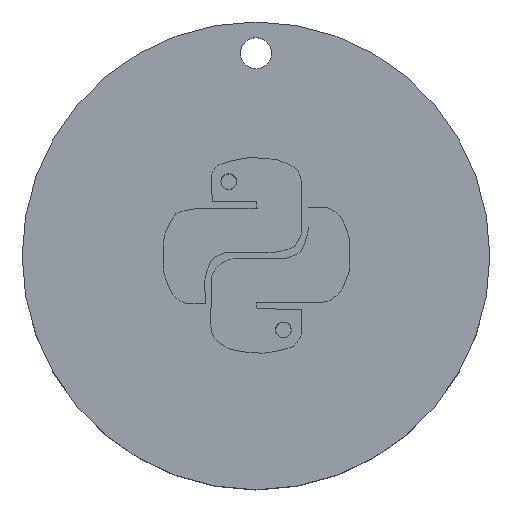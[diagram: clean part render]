
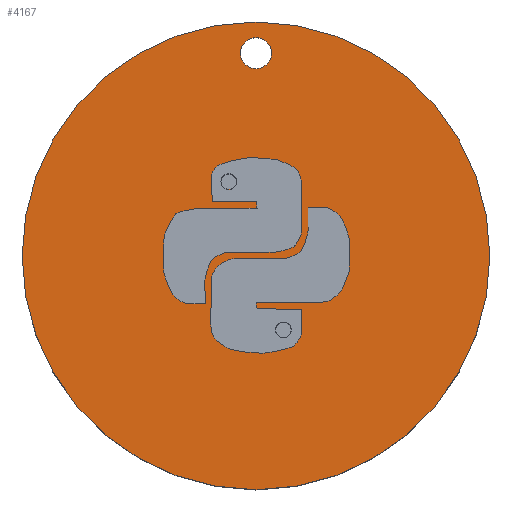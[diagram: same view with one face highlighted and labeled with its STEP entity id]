
A CAD part, top view. The second image highlights one B-rep face of the part: STEP entity #4167.
In plain terms, the highlighted planar face has unit normal (0, 0, 1).
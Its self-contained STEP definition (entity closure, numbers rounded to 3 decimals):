
#3989 = VERTEX_POINT('',#3990);
#3990 = CARTESIAN_POINT('',(30.,0.,20.));
#3997 = CYLINDRICAL_SURFACE('',#3998,30.);
#3998 = AXIS2_PLACEMENT_3D('',#3999,#4000,#4001);
#3999 = CARTESIAN_POINT('',(0.,0.,0.));
#4000 = DIRECTION('',(-0.,-0.,-1.));
#4001 = DIRECTION('',(1.,0.,0.));
#4016 = EDGE_CURVE('',#3989,#3989,#4017,.T.);
#4017 = SURFACE_CURVE('',#4018,(#4023,#4030),.PCURVE_S1.);
#4018 = CIRCLE('',#4019,30.);
#4019 = AXIS2_PLACEMENT_3D('',#4020,#4021,#4022);
#4020 = CARTESIAN_POINT('',(0.,0.,20.));
#4021 = DIRECTION('',(0.,0.,1.));
#4022 = DIRECTION('',(1.,0.,0.));
#4023 = PCURVE('',#3997,#4024);
#4024 = DEFINITIONAL_REPRESENTATION('',(#4025),#4029);
#4025 = LINE('',#4026,#4027);
#4026 = CARTESIAN_POINT('',(-0.,-20.));
#4027 = VECTOR('',#4028,1.);
#4028 = DIRECTION('',(-1.,0.));
#4029 = ( GEOMETRIC_REPRESENTATION_CONTEXT(2) 
PARAMETRIC_REPRESENTATION_CONTEXT() REPRESENTATION_CONTEXT('2D SPACE',''
  ) );
#4030 = PCURVE('',#4031,#4036);
#4031 = PLANE('',#4032);
#4032 = AXIS2_PLACEMENT_3D('',#4033,#4034,#4035);
#4033 = CARTESIAN_POINT('',(0.,0.,20.)
  );
#4034 = DIRECTION('',(0.,0.,1.));
#4035 = DIRECTION('',(1.,0.,0.));
#4036 = DEFINITIONAL_REPRESENTATION('',(#4037),#4041);
#4037 = CIRCLE('',#4038,30.);
#4038 = AXIS2_PLACEMENT_2D('',#4039,#4040);
#4039 = CARTESIAN_POINT('',(0.,0.));
#4040 = DIRECTION('',(1.,0.));
#4041 = ( GEOMETRIC_REPRESENTATION_CONTEXT(2) 
PARAMETRIC_REPRESENTATION_CONTEXT() REPRESENTATION_CONTEXT('2D SPACE',''
  ) );
#4094 = CYLINDRICAL_SURFACE('',#4095,1.);
#4095 = AXIS2_PLACEMENT_3D('',#4096,#4097,#4098);
#4096 = CARTESIAN_POINT('',(3.52,-9.49,20.));
#4097 = DIRECTION('',(0.,0.,1.));
#4098 = DIRECTION('',(1.,0.,0.));
#4125 = CYLINDRICAL_SURFACE('',#4126,1.);
#4126 = AXIS2_PLACEMENT_3D('',#4127,#4128,#4129);
#4127 = CARTESIAN_POINT('',(-3.497,9.521,20.));
#4128 = DIRECTION('',(0.,0.,1.));
#4129 = DIRECTION('',(1.,0.,0.));
#4156 = CYLINDRICAL_SURFACE('',#4157,2.);
#4157 = AXIS2_PLACEMENT_3D('',#4158,#4159,#4160);
#4158 = CARTESIAN_POINT('',(0.,26.,0.));
#4159 = DIRECTION('',(-0.,-0.,-1.));
#4160 = DIRECTION('',(1.,0.,0.));
#4167 = ADVANCED_FACE('',(#4168,#4171,#4197,#4223),#4031,.T.);
#4168 = FACE_BOUND('',#4169,.T.);
#4169 = EDGE_LOOP('',(#4170));
#4170 = ORIENTED_EDGE('',*,*,#4016,.T.);
#4171 = FACE_BOUND('',#4172,.T.);
#4172 = EDGE_LOOP('',(#4173));
#4173 = ORIENTED_EDGE('',*,*,#4174,.F.);
#4174 = EDGE_CURVE('',#4175,#4175,#4177,.T.);
#4175 = VERTEX_POINT('',#4176);
#4176 = CARTESIAN_POINT('',(4.52,-9.49,20.));
#4177 = SURFACE_CURVE('',#4178,(#4183,#4190),.PCURVE_S1.);
#4178 = CIRCLE('',#4179,1.);
#4179 = AXIS2_PLACEMENT_3D('',#4180,#4181,#4182);
#4180 = CARTESIAN_POINT('',(3.52,-9.49,20.));
#4181 = DIRECTION('',(0.,0.,1.));
#4182 = DIRECTION('',(1.,0.,0.));
#4183 = PCURVE('',#4031,#4184);
#4184 = DEFINITIONAL_REPRESENTATION('',(#4185),#4189);
#4185 = CIRCLE('',#4186,1.);
#4186 = AXIS2_PLACEMENT_2D('',#4187,#4188);
#4187 = CARTESIAN_POINT('',(3.52,-9.49));
#4188 = DIRECTION('',(1.,0.));
#4189 = ( GEOMETRIC_REPRESENTATION_CONTEXT(2) 
PARAMETRIC_REPRESENTATION_CONTEXT() REPRESENTATION_CONTEXT('2D SPACE',''
  ) );
#4190 = PCURVE('',#4094,#4191);
#4191 = DEFINITIONAL_REPRESENTATION('',(#4192),#4196);
#4192 = LINE('',#4193,#4194);
#4193 = CARTESIAN_POINT('',(0.,0.));
#4194 = VECTOR('',#4195,1.);
#4195 = DIRECTION('',(1.,0.));
#4196 = ( GEOMETRIC_REPRESENTATION_CONTEXT(2) 
PARAMETRIC_REPRESENTATION_CONTEXT() REPRESENTATION_CONTEXT('2D SPACE',''
  ) );
#4197 = FACE_BOUND('',#4198,.T.);
#4198 = EDGE_LOOP('',(#4199));
#4199 = ORIENTED_EDGE('',*,*,#4200,.F.);
#4200 = EDGE_CURVE('',#4201,#4201,#4203,.T.);
#4201 = VERTEX_POINT('',#4202);
#4202 = CARTESIAN_POINT('',(-2.497,9.521,20.));
#4203 = SURFACE_CURVE('',#4204,(#4209,#4216),.PCURVE_S1.);
#4204 = CIRCLE('',#4205,1.);
#4205 = AXIS2_PLACEMENT_3D('',#4206,#4207,#4208);
#4206 = CARTESIAN_POINT('',(-3.497,9.521,20.));
#4207 = DIRECTION('',(0.,0.,1.));
#4208 = DIRECTION('',(1.,0.,0.));
#4209 = PCURVE('',#4031,#4210);
#4210 = DEFINITIONAL_REPRESENTATION('',(#4211),#4215);
#4211 = CIRCLE('',#4212,1.);
#4212 = AXIS2_PLACEMENT_2D('',#4213,#4214);
#4213 = CARTESIAN_POINT('',(-3.497,9.521));
#4214 = DIRECTION('',(1.,0.));
#4215 = ( GEOMETRIC_REPRESENTATION_CONTEXT(2) 
PARAMETRIC_REPRESENTATION_CONTEXT() REPRESENTATION_CONTEXT('2D SPACE',''
  ) );
#4216 = PCURVE('',#4125,#4217);
#4217 = DEFINITIONAL_REPRESENTATION('',(#4218),#4222);
#4218 = LINE('',#4219,#4220);
#4219 = CARTESIAN_POINT('',(0.,0.));
#4220 = VECTOR('',#4221,1.);
#4221 = DIRECTION('',(1.,0.));
#4222 = ( GEOMETRIC_REPRESENTATION_CONTEXT(2) 
PARAMETRIC_REPRESENTATION_CONTEXT() REPRESENTATION_CONTEXT('2D SPACE',''
  ) );
#4223 = FACE_BOUND('',#4224,.T.);
#4224 = EDGE_LOOP('',(#4225));
#4225 = ORIENTED_EDGE('',*,*,#4226,.F.);
#4226 = EDGE_CURVE('',#4227,#4227,#4229,.T.);
#4227 = VERTEX_POINT('',#4228);
#4228 = CARTESIAN_POINT('',(2.,26.,20.));
#4229 = SURFACE_CURVE('',#4230,(#4235,#4242),.PCURVE_S1.);
#4230 = CIRCLE('',#4231,2.);
#4231 = AXIS2_PLACEMENT_3D('',#4232,#4233,#4234);
#4232 = CARTESIAN_POINT('',(0.,26.,20.));
#4233 = DIRECTION('',(0.,0.,1.));
#4234 = DIRECTION('',(1.,0.,0.));
#4235 = PCURVE('',#4031,#4236);
#4236 = DEFINITIONAL_REPRESENTATION('',(#4237),#4241);
#4237 = CIRCLE('',#4238,2.);
#4238 = AXIS2_PLACEMENT_2D('',#4239,#4240);
#4239 = CARTESIAN_POINT('',(0.,26.));
#4240 = DIRECTION('',(1.,0.));
#4241 = ( GEOMETRIC_REPRESENTATION_CONTEXT(2) 
PARAMETRIC_REPRESENTATION_CONTEXT() REPRESENTATION_CONTEXT('2D SPACE',''
  ) );
#4242 = PCURVE('',#4156,#4243);
#4243 = DEFINITIONAL_REPRESENTATION('',(#4244),#4248);
#4244 = LINE('',#4245,#4246);
#4245 = CARTESIAN_POINT('',(-0.,-20.));
#4246 = VECTOR('',#4247,1.);
#4247 = DIRECTION('',(-1.,0.));
#4248 = ( GEOMETRIC_REPRESENTATION_CONTEXT(2) 
PARAMETRIC_REPRESENTATION_CONTEXT() REPRESENTATION_CONTEXT('2D SPACE',''
  ) );
